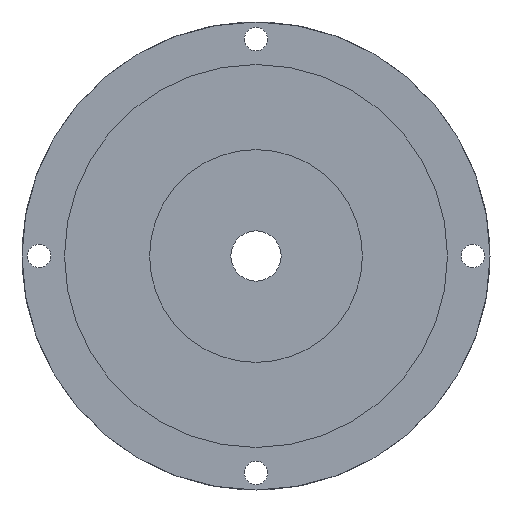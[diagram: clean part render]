
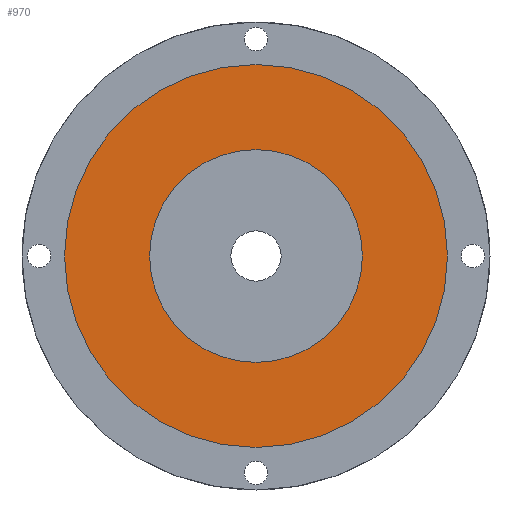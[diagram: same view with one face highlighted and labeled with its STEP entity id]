
A CAD part, front view. The second image highlights one B-rep face of the part: STEP entity #970.
In plain terms, the highlighted planar face has unit normal (0, -1, 0).
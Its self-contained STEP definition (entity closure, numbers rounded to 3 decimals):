
#24 = DIRECTION ( 'NONE',  ( 0., -1., 0. ) ) ;
#63 = EDGE_CURVE ( 'NONE', #559, #127, #516, .T. ) ;
#76 = DIRECTION ( 'NONE',  ( 0., -1., 0. ) ) ;
#127 = VERTEX_POINT ( 'NONE', #703 ) ;
#145 = DIRECTION ( 'NONE',  ( 0., 0., -1. ) ) ;
#152 = CARTESIAN_POINT ( 'NONE',  ( 0., 15., 0. ) ) ;
#222 = DIRECTION ( 'NONE',  ( 0., -1., 0. ) ) ;
#242 = CARTESIAN_POINT ( 'NONE',  ( 0., 15., 25. ) ) ;
#250 = ORIENTED_EDGE ( 'NONE', *, *, #917, .F. ) ;
#257 = CIRCLE ( 'NONE', #1046, 45. ) ;
#299 = AXIS2_PLACEMENT_3D ( 'NONE', #1276, #398, #730 ) ;
#333 = CARTESIAN_POINT ( 'NONE',  ( 0., 15., 0. ) ) ;
#336 = AXIS2_PLACEMENT_3D ( 'NONE', #333, #222, #784 ) ;
#386 = CARTESIAN_POINT ( 'NONE',  ( 0., 15., 0. ) ) ;
#398 = DIRECTION ( 'NONE',  ( 0., -1., 0. ) ) ;
#405 = DIRECTION ( 'NONE',  ( 0., -1., 0. ) ) ;
#460 = CARTESIAN_POINT ( 'NONE',  ( 0., 15., 0. ) ) ;
#484 = EDGE_LOOP ( 'NONE', ( #825, #734 ) ) ;
#514 = DIRECTION ( 'NONE',  ( 0., 0., -1. ) ) ;
#516 = CIRCLE ( 'NONE', #1302, 45. ) ;
#559 = VERTEX_POINT ( 'NONE', #1232 ) ;
#703 = CARTESIAN_POINT ( 'NONE',  ( 0., 15., -45. ) ) ;
#728 = EDGE_CURVE ( 'NONE', #1102, #1144, #1274, .T. ) ;
#730 = DIRECTION ( 'NONE',  ( 0., 0., -1. ) ) ;
#734 = ORIENTED_EDGE ( 'NONE', *, *, #63, .T. ) ;
#784 = DIRECTION ( 'NONE',  ( 0., 0., -1. ) ) ;
#800 = FACE_BOUND ( 'NONE', #1390, .T. ) ;
#825 = ORIENTED_EDGE ( 'NONE', *, *, #1401, .T. ) ;
#917 = EDGE_CURVE ( 'NONE', #1144, #1102, #1394, .T. ) ;
#970 = ADVANCED_FACE ( 'NONE', ( #1093, #800 ), #1376, .T. ) ;
#1046 = AXIS2_PLACEMENT_3D ( 'NONE', #152, #76, #145 ) ;
#1092 = CARTESIAN_POINT ( 'NONE',  ( 0., 15., -25. ) ) ;
#1093 = FACE_OUTER_BOUND ( 'NONE', #484, .T. ) ;
#1102 = VERTEX_POINT ( 'NONE', #1092 ) ;
#1144 = VERTEX_POINT ( 'NONE', #242 ) ;
#1190 = AXIS2_PLACEMENT_3D ( 'NONE', #386, #405, #514 ) ;
#1232 = CARTESIAN_POINT ( 'NONE',  ( 0., 15., 45. ) ) ;
#1274 = CIRCLE ( 'NONE', #336, 25. ) ;
#1276 = CARTESIAN_POINT ( 'NONE',  ( 0., 15., 0. ) ) ;
#1296 = ORIENTED_EDGE ( 'NONE', *, *, #728, .F. ) ;
#1302 = AXIS2_PLACEMENT_3D ( 'NONE', #460, #24, #1344 ) ;
#1344 = DIRECTION ( 'NONE',  ( 0., 0., -1. ) ) ;
#1376 = PLANE ( 'NONE',  #1190 ) ;
#1390 = EDGE_LOOP ( 'NONE', ( #1296, #250 ) ) ;
#1394 = CIRCLE ( 'NONE', #299, 25. ) ;
#1401 = EDGE_CURVE ( 'NONE', #127, #559, #257, .T. ) ;
